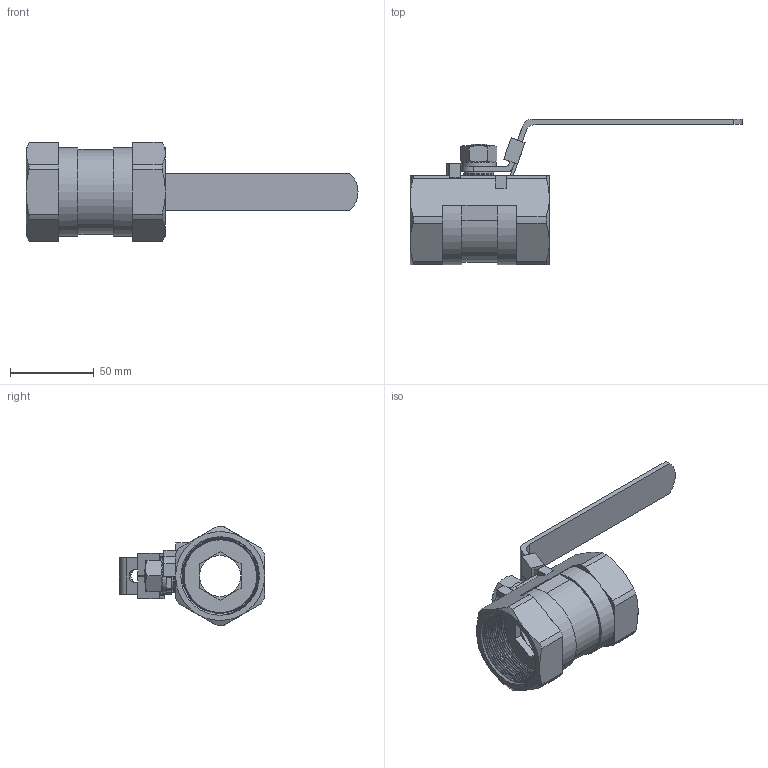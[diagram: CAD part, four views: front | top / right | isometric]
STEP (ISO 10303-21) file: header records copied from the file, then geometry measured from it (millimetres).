
FILE_DESCRIPTION(/* description */ ('Unknown'),/* implementation_level */ '2;1');
FILE_NAME(/* name */ 'R-590 DN40',/* time_stamp */ '2020-09-14T17:34:36+08:00',/* author */ ('Unknown'),/* organization */ ('Unknown'),/* preprocessor_version */ 'ST-DEVELOPER v16.7',/* originating_system */ 'DEX',/* authorisation */ $);
FILE_SCHEMA (('AUTOMOTIVE_DESIGN {1 0 10303 214 3 1 1}'));
Length unit declared in the file: millimetre
Products named in the file (2): R-590 DN40; DN40
Assembly tree (1 placements, depth 2):
  R-590 DN40
    DN40
Bounding box: 197.81 x 86.5 x 59.19 mm (x, y, z)
Volume: 124524.4 mm3; surface area: 62719 mm2
Topology: 10 solids, 10 shells, 258 faces, 853 edges, 619 vertices
Faces by surface type: plane 114, cylinder 64, bspline 43, cone 37
Full cylindrical faces by diameter (mm): 8 x1, 12.1 x2, 12.2 x1, 17.9 x3, 18 x1, 24.5 x2, 43 x1
Entity records: 23919 total; most frequent: CARTESIAN_POINT 17346, ORIENTED_EDGE 1664, DIRECTION 1001, EDGE_CURVE 832, VERTEX_POINT 617, AXIS2_PLACEMENT_3D 358, EDGE_LOOP 289, FACE_BOUND 289
